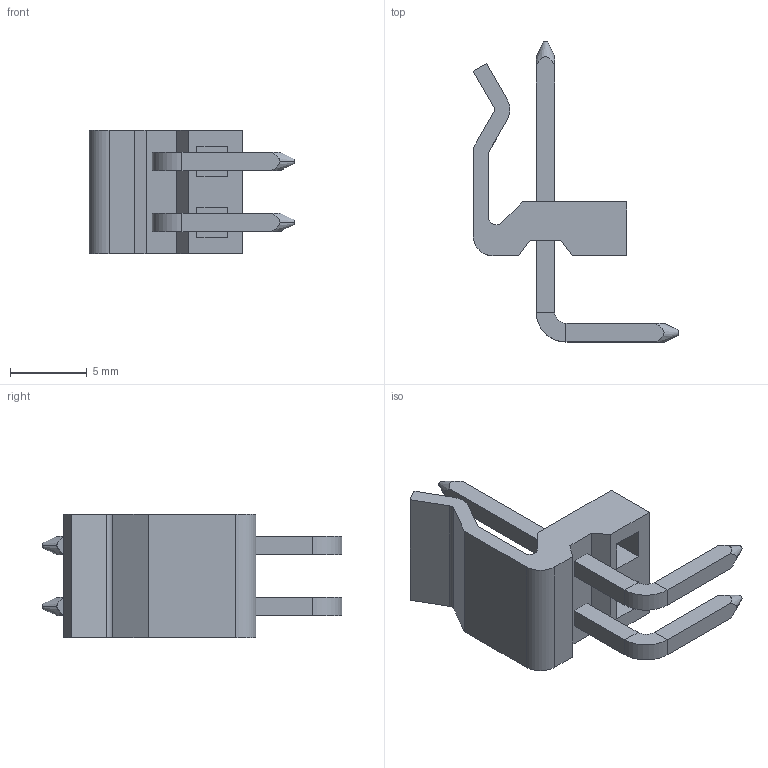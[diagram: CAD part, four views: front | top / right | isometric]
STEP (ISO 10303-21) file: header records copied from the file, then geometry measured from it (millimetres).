
FILE_DESCRIPTION (( 'STEP AP214' ), '1' );
FILE_NAME ('ﾑﾍﾏ348-2ﾂﾏ32(-ﾂ).STEP', '2016-10-28T13:09:37', ( '' ), ( '' ), 'SwSTEP 2.0', 'SolidWorks 2015', '' );
FILE_SCHEMA (( 'AUTOMOTIVE_DESIGN' ));
Length unit declared in the file: millimetre
Products named in the file (3): ÐÞÌÊ.757536.019 èçîëÿòîð; ﾑﾍﾏ348-2ﾂﾏ32(-ﾂ); ����.757471.027_����� ����.757471.027 �����
Assembly tree (3 placements, depth 2):
  ﾑﾍﾏ348-2ﾂﾏ32(-ﾂ)
    ÐÞÌÊ.757536.019 èçîëÿòîð
    ����.757471.027_����� ����.757471.027 �����  x2
Bounding box: 13.37 x 19.5 x 8 mm (x, y, z)
Volume: 361.3 mm3; surface area: 772.9 mm2
Topology: 3 solids, 3 shells, 75 faces, 185 edges, 118 vertices
Faces by surface type: plane 59, cylinder 8, cone 8
Entity records: 1901 total; most frequent: CARTESIAN_POINT 410, ORIENTED_EDGE 290, DIRECTION 275, EDGE_CURVE 145, VECTOR 117, LINE 117, VERTEX_POINT 94, AXIS2_PLACEMENT_3D 79
